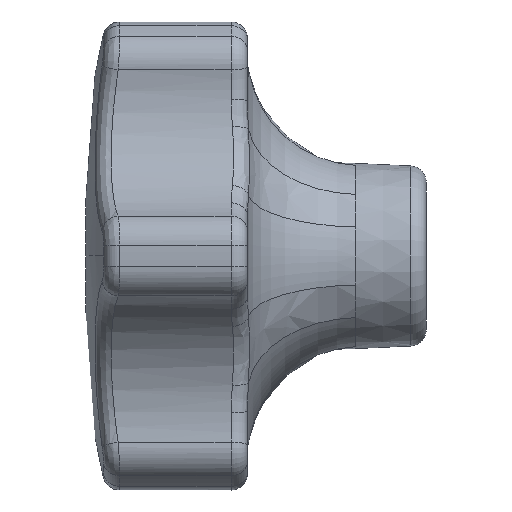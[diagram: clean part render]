
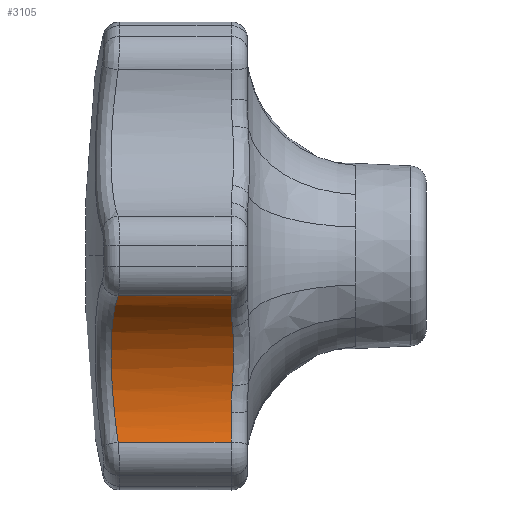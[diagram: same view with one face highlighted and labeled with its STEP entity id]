
A CAD part, left-side view. The second image highlights one B-rep face of the part: STEP entity #3105.
In plain terms, the highlighted cylindrical face has radius 8 mm (diameter 16 mm), a partial arc.
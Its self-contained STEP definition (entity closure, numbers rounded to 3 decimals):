
#303 = VERTEX_POINT ( 'NONE', #5253 ) ;
#418 = EDGE_LOOP ( 'NONE', ( #4088, #4090, #4089, #4091, #4092, #4093, #4094, #4095 ) ) ;
#1247 = CARTESIAN_POINT ( 'NONE',  ( -9.455, 7.947, -11.463 ) ) ;
#1260 = CARTESIAN_POINT ( 'NONE',  ( -11.672, 0.919, -4.334 ) ) ;
#2304 = CARTESIAN_POINT ( 'NONE',  ( -17.321, 1., -10. ) ) ;
#2305 = DIRECTION ( 'NONE',  ( 0., -1., 0. ) ) ;
#2306 = DIRECTION ( 'NONE',  ( 0., 0., -1. ) ) ;
#2307 = CARTESIAN_POINT ( 'NONE',  ( -11.672, 0.919, -4.334 ) ) ;
#2308 = CARTESIAN_POINT ( 'NONE',  ( -12.075, 0.96, -3.933 ) ) ;
#2309 = CARTESIAN_POINT ( 'NONE',  ( -12.515, 1., -3.579 ) ) ;
#2310 = CARTESIAN_POINT ( 'NONE',  ( -12.995, 1., -3.27 ) ) ;
#2311 = CARTESIAN_POINT ( 'NONE',  ( -14.655, 7.947, -2.457 ) ) ;
#2312 = LINE ( 'NONE', #2313, #4371 ) ;
#2313 = CARTESIAN_POINT ( 'NONE',  ( -14.655, 10., -2.457 ) ) ;
#2314 = DIRECTION ( 'NONE',  ( 0., 1., 0. ) ) ;
#2315 = CARTESIAN_POINT ( 'NONE',  ( -14.209, 8.017, -2.615 ) ) ;
#2316 = CARTESIAN_POINT ( 'NONE',  ( -13.783, 8.08, -2.809 ) ) ;
#2317 = CARTESIAN_POINT ( 'NONE',  ( -13.173, 8.161, -3.155 ) ) ;
#2318 = CARTESIAN_POINT ( 'NONE',  ( -12.974, 8.187, -3.28 ) ) ;
#2319 = CARTESIAN_POINT ( 'NONE',  ( -12.586, 8.233, -3.547 ) ) ;
#2320 = CARTESIAN_POINT ( 'NONE',  ( -12.396, 8.254, -3.691 ) ) ;
#2321 = CARTESIAN_POINT ( 'NONE',  ( -11.848, 8.311, -4.145 ) ) ;
#2322 = CARTESIAN_POINT ( 'NONE',  ( -11.514, 8.339, -4.477 ) ) ;
#2323 = CARTESIAN_POINT ( 'NONE',  ( -11.058, 8.368, -5.016 ) ) ;
#2324 = CARTESIAN_POINT ( 'NONE',  ( -10.914, 8.375, -5.203 ) ) ;
#2325 = CARTESIAN_POINT ( 'NONE',  ( -10.641, 8.385, -5.591 ) ) ;
#2326 = CARTESIAN_POINT ( 'NONE',  ( -10.512, 8.387, -5.793 ) ) ;
#2327 = CARTESIAN_POINT ( 'NONE',  ( -10.155, 8.387, -6.41 ) ) ;
#2328 = CARTESIAN_POINT ( 'NONE',  ( -9.957, 8.377, -6.837 ) ) ;
#2329 = CARTESIAN_POINT ( 'NONE',  ( -9.717, 8.349, -7.502 ) ) ;
#2330 = CARTESIAN_POINT ( 'NONE',  ( -9.646, 8.337, -7.728 ) ) ;
#2331 = CARTESIAN_POINT ( 'NONE',  ( -9.525, 8.309, -8.187 ) ) ;
#2332 = CARTESIAN_POINT ( 'NONE',  ( -9.474, 8.292, -8.42 ) ) ;
#2333 = CARTESIAN_POINT ( 'NONE',  ( -9.355, 8.236, -9.119 ) ) ;
#2334 = CARTESIAN_POINT ( 'NONE',  ( -9.317, 8.19, -9.586 ) ) ;
#2335 = CARTESIAN_POINT ( 'NONE',  ( -9.324, 8.081, -10.525 ) ) ;
#2336 = CARTESIAN_POINT ( 'NONE',  ( -9.369, 8.017, -10.998 ) ) ;
#2337 = CARTESIAN_POINT ( 'NONE',  ( -9.455, 7.947, -11.463 ) ) ;
#2338 = CARTESIAN_POINT ( 'NONE',  ( -17.321, 1., -10. ) ) ;
#2339 = LINE ( 'NONE', #2340, #4368 ) ;
#2340 = CARTESIAN_POINT ( 'NONE',  ( -9.455, 10., -11.463 ) ) ;
#2341 = DIRECTION ( 'NONE',  ( 0., -1., 0. ) ) ;
#2342 = DIRECTION ( 'NONE',  ( 0., -1., 0. ) ) ;
#2343 = DIRECTION ( 'NONE',  ( 0., 0., -1. ) ) ;
#2344 = CARTESIAN_POINT ( 'NONE',  ( -9.33, 1., -9.619 ) ) ;
#2345 = CARTESIAN_POINT ( 'NONE',  ( -9.357, 1., -9.049 ) ) ;
#2346 = CARTESIAN_POINT ( 'NONE',  ( -9.444, 0.96, -8.491 ) ) ;
#2347 = CARTESIAN_POINT ( 'NONE',  ( -9.59, 0.919, -7.941 ) ) ;
#2351 = CARTESIAN_POINT ( 'NONE',  ( -9.59, 0.919, -7.941 ) ) ;
#2352 = CARTESIAN_POINT ( 'NONE',  ( -9.681, 0.893, -7.6 ) ) ;
#2353 = CARTESIAN_POINT ( 'NONE',  ( -9.793, 0.878, -7.268 ) ) ;
#2354 = CARTESIAN_POINT ( 'NONE',  ( -10.06, 0.858, -6.623 ) ) ;
#2355 = CARTESIAN_POINT ( 'NONE',  ( -10.214, 0.854, -6.31 ) ) ;
#2356 = CARTESIAN_POINT ( 'NONE',  ( -10.564, 0.853, -5.702 ) ) ;
#2357 = CARTESIAN_POINT ( 'NONE',  ( -10.761, 0.858, -5.407 ) ) ;
#2358 = CARTESIAN_POINT ( 'NONE',  ( -11.19, 0.878, -4.848 ) ) ;
#2359 = CARTESIAN_POINT ( 'NONE',  ( -11.422, 0.893, -4.584 ) ) ;
#2360 = CARTESIAN_POINT ( 'NONE',  ( -11.672, 0.919, -4.334 ) ) ;
#2532 = VERTEX_POINT ( 'NONE', #5524 ) ;
#2542 = VERTEX_POINT ( 'NONE', #4739 ) ;
#2563 = VERTEX_POINT ( 'NONE', #4760 ) ;
#2576 = VERTEX_POINT ( 'NONE', #4773 ) ;
#2579 = VERTEX_POINT ( 'NONE', #4776 ) ;
#3062 = B_SPLINE_CURVE_WITH_KNOTS ( 'NONE', 3,
 ( #2311, #2315, #2316, #2317, #2318, #2319, #2320, #2321, #2322, #2323, #2324, #2325, #2326, #2327, #2328, #2329, #2330, #2331, #2332, #2333, #2334, #2335, #2336, #2337 ),
 .UNSPECIFIED., .F., .F.,
 ( 4, 2, 2, 2, 2, 2, 2, 2, 2, 2, 2, 4 ),
 ( 0., 0.001, 0.002, 0.003, 0.004, 0.005, 0.006, 0.007, 0.008, 0.008, 0.01, 0.011 ),
 .UNSPECIFIED. ) ;
#3063 = B_SPLINE_CURVE_WITH_KNOTS ( 'NONE', 3,
 ( #2307, #2308, #2309, #2310 ),
 .UNSPECIFIED., .F., .F.,
 ( 4, 4 ),
 ( 0., 0.002 ),
 .UNSPECIFIED. ) ;
#3064 = B_SPLINE_CURVE_WITH_KNOTS ( 'NONE', 3,
 ( #2344, #2345, #2346, #2347 ),
 .UNSPECIFIED., .F., .F.,
 ( 4, 4 ),
 ( 0., 0.002 ),
 .UNSPECIFIED. ) ;
#3065 = B_SPLINE_CURVE_WITH_KNOTS ( 'NONE', 3,
 ( #2351, #2352, #2353, #2354, #2355, #2356, #2357, #2358, #2359, #2360 ),
 .UNSPECIFIED., .F., .F.,
 ( 4, 2, 2, 2, 4 ),
 ( 0., 0.001, 0.002, 0.003, 0.004 ),
 .UNSPECIFIED. ) ;
#3105 = ADVANCED_FACE ( 'NONE', ( #5074 ), #5089, .F. ) ;
#3250 = EDGE_CURVE ( 'NONE', #2542, #2576, #3467, .T. ) ;
#3251 = EDGE_CURVE ( 'NONE', #4694, #2542, #3063, .T. ) ;
#3252 = EDGE_CURVE ( 'NONE', #2576, #2579, #2312, .T. ) ;
#3253 = EDGE_CURVE ( 'NONE', #2579, #4681, #3062, .T. ) ;
#3254 = EDGE_CURVE ( 'NONE', #4681, #2532, #2339, .T. ) ;
#3255 = EDGE_CURVE ( 'NONE', #2532, #2563, #3468, .T. ) ;
#3256 = EDGE_CURVE ( 'NONE', #2563, #303, #3064, .T. ) ;
#3258 = EDGE_CURVE ( 'NONE', #303, #4694, #3065, .T. ) ;
#3467 = CIRCLE ( 'NONE', #4362, 8. ) ;
#3468 = CIRCLE ( 'NONE', #4354, 8. ) ;
#3597 = CARTESIAN_POINT ( 'NONE',  ( -17.321, 10., -10. ) ) ;
#3598 = DIRECTION ( 'NONE',  ( 0., -1., 0. ) ) ;
#3599 = DIRECTION ( 'NONE',  ( 0., 0., -1. ) ) ;
#4088 = ORIENTED_EDGE ( 'NONE', *, *, #3251, .T. ) ;
#4089 = ORIENTED_EDGE ( 'NONE', *, *, #3252, .T. ) ;
#4090 = ORIENTED_EDGE ( 'NONE', *, *, #3250, .T. ) ;
#4091 = ORIENTED_EDGE ( 'NONE', *, *, #3253, .T. ) ;
#4092 = ORIENTED_EDGE ( 'NONE', *, *, #3254, .T. ) ;
#4093 = ORIENTED_EDGE ( 'NONE', *, *, #3255, .T. ) ;
#4094 = ORIENTED_EDGE ( 'NONE', *, *, #3256, .T. ) ;
#4095 = ORIENTED_EDGE ( 'NONE', *, *, #3258, .T. ) ;
#4354 = AXIS2_PLACEMENT_3D ( 'NONE', #2338, #2342, #2343 ) ;
#4362 = AXIS2_PLACEMENT_3D ( 'NONE', #2304, #2305, #2306 ) ;
#4368 = VECTOR ( 'NONE', #2341, 1000. ) ;
#4371 = VECTOR ( 'NONE', #2314, 1000. ) ;
#4681 = VERTEX_POINT ( 'NONE', #1247 ) ;
#4694 = VERTEX_POINT ( 'NONE', #1260 ) ;
#4739 = CARTESIAN_POINT ( 'NONE',  ( -12.995, 1., -3.27 ) ) ;
#4760 = CARTESIAN_POINT ( 'NONE',  ( -9.33, 1., -9.619 ) ) ;
#4773 = CARTESIAN_POINT ( 'NONE',  ( -14.655, 1., -2.457 ) ) ;
#4776 = CARTESIAN_POINT ( 'NONE',  ( -14.655, 7.947, -2.457 ) ) ;
#5074 = FACE_OUTER_BOUND ( 'NONE', #418, .T. ) ;
#5089 = CYLINDRICAL_SURFACE ( 'NONE', #5096, 8. ) ;
#5096 = AXIS2_PLACEMENT_3D ( 'NONE', #3597, #3598, #3599 ) ;
#5253 = CARTESIAN_POINT ( 'NONE',  ( -9.59, 0.919, -7.941 ) ) ;
#5524 = CARTESIAN_POINT ( 'NONE',  ( -9.455, 1., -11.463 ) ) ;
